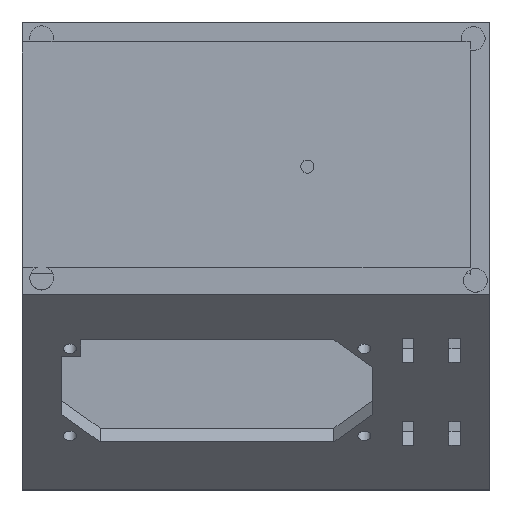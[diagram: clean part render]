
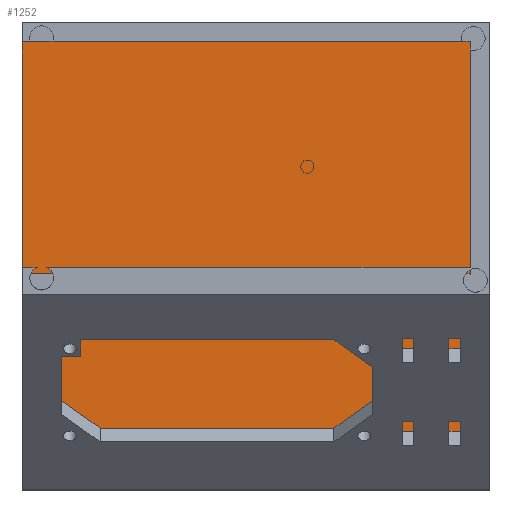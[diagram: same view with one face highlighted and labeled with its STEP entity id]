
A CAD part, top view. The second image highlights one B-rep face of the part: STEP entity #1252.
In plain terms, the highlighted planar face has unit normal (0, 0, 1).
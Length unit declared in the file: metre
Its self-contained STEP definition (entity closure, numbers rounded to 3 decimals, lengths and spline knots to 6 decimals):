
#49=LINE('',#1818,#168);
#56=LINE('',#1842,#175);
#119=LINE('',#1992,#238);
#128=LINE('',#2026,#247);
#168=VECTOR('',#1463,1.);
#175=VECTOR('',#1482,1.);
#238=VECTOR('',#1575,1.);
#247=VECTOR('',#1614,1.);
#438=ORIENTED_EDGE('',*,*,#712,.F.);
#439=ORIENTED_EDGE('',*,*,#637,.T.);
#440=ORIENTED_EDGE('',*,*,#732,.T.);
#441=ORIENTED_EDGE('',*,*,#626,.F.);
#626=EDGE_CURVE('',#792,#793,#49,.T.);
#637=EDGE_CURVE('',#804,#803,#56,.T.);
#712=EDGE_CURVE('',#804,#792,#119,.T.);
#732=EDGE_CURVE('',#803,#793,#128,.T.);
#792=VERTEX_POINT('',#1817);
#793=VERTEX_POINT('',#1819);
#803=VERTEX_POINT('',#1841);
#804=VERTEX_POINT('',#1843);
#995=EDGE_LOOP('',(#438,#439,#440,#441));
#1124=FACE_BOUND('',#995,.T.);
#1209=PLANE('',#1370);
#1252=ADVANCED_FACE('',(#1124),#1209,.T.);
#1370=AXIS2_PLACEMENT_3D('',#2042,#1629,#1630);
#1463=DIRECTION('',(1.,0.,0.));
#1482=DIRECTION('',(1.,0.,0.));
#1575=DIRECTION('',(0.,1.,0.));
#1614=DIRECTION('',(0.,1.,0.));
#1629=DIRECTION('',(0.,0.,1.));
#1630=DIRECTION('',(1.,0.,0.));
#1817=CARTESIAN_POINT('',(0.,0.055,0.005));
#1818=CARTESIAN_POINT('',(0.06,0.055,0.005));
#1819=CARTESIAN_POINT('',(0.115,0.055,0.005));
#1841=CARTESIAN_POINT('',(0.115,-0.055,0.005));
#1842=CARTESIAN_POINT('',(0.06,-0.055,0.005));
#1843=CARTESIAN_POINT('',(0.,-0.055,0.005));
#1992=CARTESIAN_POINT('',(0.,0.,0.005));
#2026=CARTESIAN_POINT('',(0.115,0.,0.005));
#2042=CARTESIAN_POINT('',(-0.005,0.,0.005));
